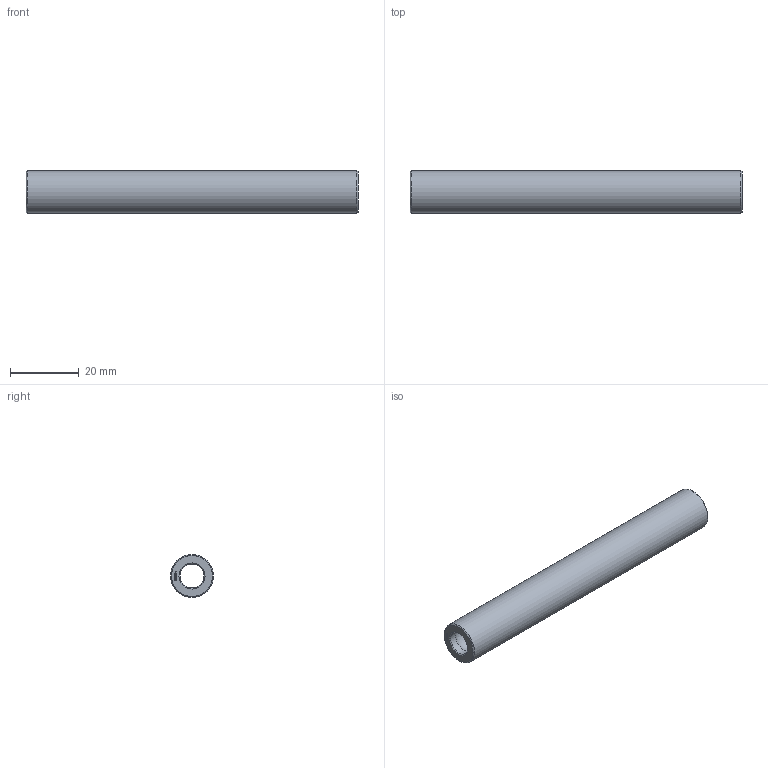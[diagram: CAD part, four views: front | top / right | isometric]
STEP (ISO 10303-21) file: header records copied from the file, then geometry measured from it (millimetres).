
FILE_DESCRIPTION(('FreeCAD Model'),'2;1');
FILE_NAME('Open CASCADE Shape Model','2024-01-02T17:52:46',(''),(''), 'Open CASCADE STEP processor 7.6','FreeCAD','Unknown');
FILE_SCHEMA(('AUTOMOTIVE_DESIGN { 1 0 10303 214 1 1 1 1 }'));
Length unit declared in the file: millimetre
Products named in the file (1): Spacer FRE BU01.00x07.75 - SPN-SPR-0080 (stemfie.org)
Bounding box: 96.88 x 12.5 x 12.5 mm (x, y, z)
Volume: 7340.3 mm3; surface area: 6366.9 mm2
Topology: 1 solids, 1 shells, 540 faces, 1483 edges, 980 vertices
Faces by surface type: plane 298, extrusion 214, cylinder 10, sphere 8, revolution 6, cone 4
Full cylindrical faces by diameter (mm): 7 x9, 12.5 x1
Entity records: 36542 total; most frequent: CARTESIAN_POINT 8116, DIRECTION 4511, VECTOR 3759, LINE 3545, ORIENTED_EDGE 2966, PCURVE 2966, DEFINITIONAL_REPRESENTATION 2966, EDGE_CURVE 1483
